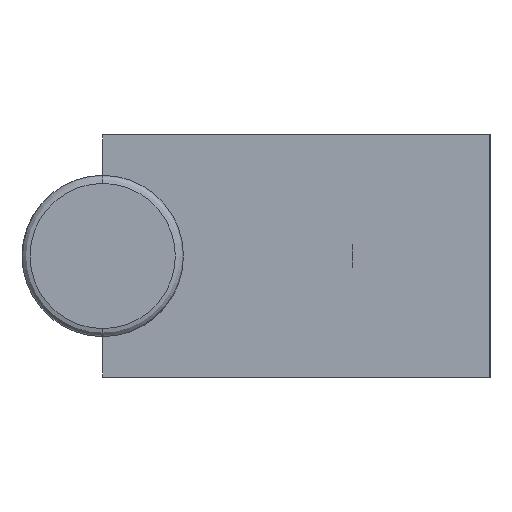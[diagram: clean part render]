
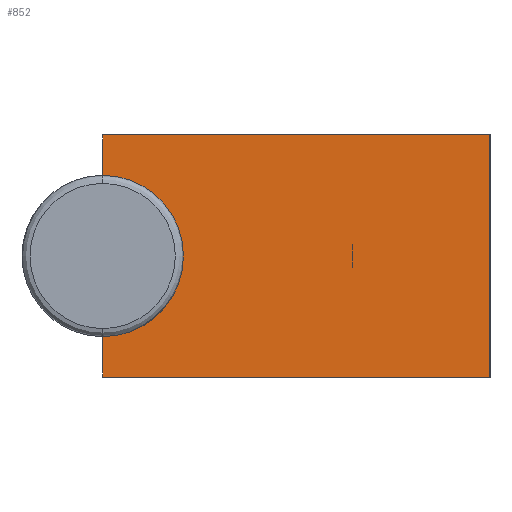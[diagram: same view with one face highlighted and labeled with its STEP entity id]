
A CAD part, left-side view. The second image highlights one B-rep face of the part: STEP entity #852.
In plain terms, the highlighted planar face has unit normal (-1, 0, 0).
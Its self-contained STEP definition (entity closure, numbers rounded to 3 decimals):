
#35 = DIRECTION ( 'NONE',  ( 1., 0., 0. ) ) ;
#44 = VERTEX_POINT ( 'NONE', #76 ) ;
#76 = CARTESIAN_POINT ( 'NONE',  ( -422., 24., 7.5 ) ) ;
#87 = EDGE_CURVE ( 'NONE', #381, #1274, #170, .T. ) ;
#107 = CARTESIAN_POINT ( 'NONE',  ( -422., 24., 7.5 ) ) ;
#124 = VECTOR ( 'NONE', #1030, 1000. ) ;
#131 = FACE_OUTER_BOUND ( 'NONE', #438, .T. ) ;
#136 = CARTESIAN_POINT ( 'NONE',  ( -422., 24., -7.5 ) ) ;
#170 = LINE ( 'NONE', #585, #1102 ) ;
#252 = ORIENTED_EDGE ( 'NONE', *, *, #87, .T. ) ;
#342 = ORIENTED_EDGE ( 'NONE', *, *, #1048, .T. ) ;
#361 = CARTESIAN_POINT ( 'NONE',  ( -422., 24., 5. ) ) ;
#375 = CARTESIAN_POINT ( 'NONE',  ( -422., 0., -7.5 ) ) ;
#381 = VERTEX_POINT ( 'NONE', #513 ) ;
#420 = DIRECTION ( 'NONE',  ( 0., 0., -1. ) ) ;
#422 = DIRECTION ( 'NONE',  ( 0., 0., 1. ) ) ;
#425 = DIRECTION ( 'NONE',  ( 0., 0., 1. ) ) ;
#426 = LINE ( 'NONE', #506, #672 ) ;
#437 = CARTESIAN_POINT ( 'NONE',  ( -422., 24., 0. ) ) ;
#438 = EDGE_LOOP ( 'NONE', ( #465, #342, #923, #252, #765, #542 ) ) ;
#465 = ORIENTED_EDGE ( 'NONE', *, *, #666, .F. ) ;
#470 = EDGE_CURVE ( 'NONE', #1274, #544, #1040, .T. ) ;
#506 = CARTESIAN_POINT ( 'NONE',  ( -422., 24., -7.5 ) ) ;
#513 = CARTESIAN_POINT ( 'NONE',  ( -422., 24., -7.5 ) ) ;
#539 = DIRECTION ( 'NONE',  ( 1., 0., 0. ) ) ;
#542 = ORIENTED_EDGE ( 'NONE', *, *, #979, .F. ) ;
#544 = VERTEX_POINT ( 'NONE', #766 ) ;
#555 = EDGE_CURVE ( 'NONE', #381, #1111, #643, .T. ) ;
#585 = CARTESIAN_POINT ( 'NONE',  ( -422., 24., -7.5 ) ) ;
#594 = LINE ( 'NONE', #107, #124 ) ;
#643 = LINE ( 'NONE', #972, #1119 ) ;
#666 = EDGE_CURVE ( 'NONE', #1217, #44, #426, .T. ) ;
#672 = VECTOR ( 'NONE', #841, 1000. ) ;
#681 = AXIS2_PLACEMENT_3D ( 'NONE', #437, #35, #420 ) ;
#765 = ORIENTED_EDGE ( 'NONE', *, *, #470, .T. ) ;
#766 = CARTESIAN_POINT ( 'NONE',  ( -422., 0., 7.5 ) ) ;
#841 = DIRECTION ( 'NONE',  ( 0., 0., 1. ) ) ;
#852 = ADVANCED_FACE ( 'NONE', ( #131 ), #1172, .F. ) ;
#859 = CARTESIAN_POINT ( 'NONE',  ( -422., 24., -5. ) ) ;
#923 = ORIENTED_EDGE ( 'NONE', *, *, #555, .F. ) ;
#936 = CARTESIAN_POINT ( 'NONE',  ( -422., 0., -7.5 ) ) ;
#957 = DIRECTION ( 'NONE',  ( 0., 0., -1. ) ) ;
#972 = CARTESIAN_POINT ( 'NONE',  ( -422., 24., -7.5 ) ) ;
#979 = EDGE_CURVE ( 'NONE', #44, #544, #594, .T. ) ;
#986 = CIRCLE ( 'NONE', #681, 5. ) ;
#1001 = DIRECTION ( 'NONE',  ( 0., -1., 0. ) ) ;
#1030 = DIRECTION ( 'NONE',  ( 0., -1., 0. ) ) ;
#1040 = LINE ( 'NONE', #936, #1099 ) ;
#1048 = EDGE_CURVE ( 'NONE', #1217, #1111, #986, .T. ) ;
#1099 = VECTOR ( 'NONE', #422, 1000. ) ;
#1102 = VECTOR ( 'NONE', #1001, 1000. ) ;
#1111 = VERTEX_POINT ( 'NONE', #859 ) ;
#1119 = VECTOR ( 'NONE', #425, 1000. ) ;
#1172 = PLANE ( 'NONE',  #1209 ) ;
#1209 = AXIS2_PLACEMENT_3D ( 'NONE', #136, #539, #957 ) ;
#1217 = VERTEX_POINT ( 'NONE', #361 ) ;
#1274 = VERTEX_POINT ( 'NONE', #375 ) ;
